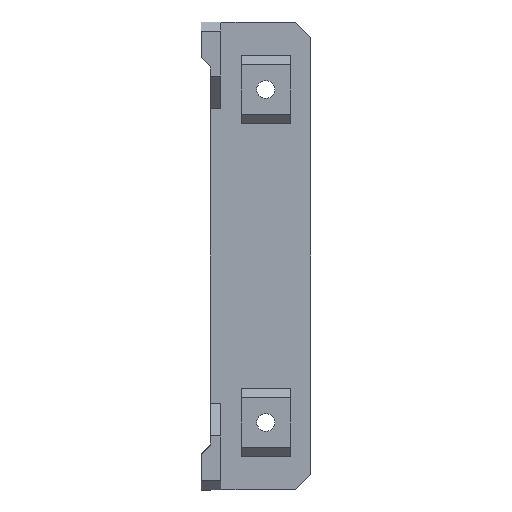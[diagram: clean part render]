
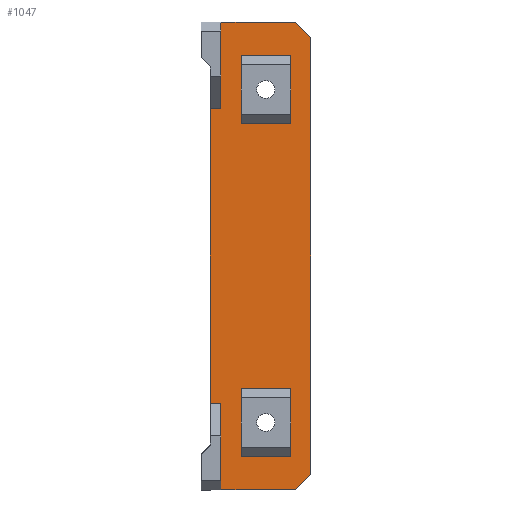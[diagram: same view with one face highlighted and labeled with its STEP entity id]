
A CAD part, left-side view. The second image highlights one B-rep face of the part: STEP entity #1047.
In plain terms, the highlighted planar face has unit normal (-1, 0, 0).
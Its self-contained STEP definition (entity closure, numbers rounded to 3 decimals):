
#25=FACE_BOUND('',#178,.T.);
#26=FACE_BOUND('',#179,.T.);
#61=PLANE('',#1135);
#111=FACE_OUTER_BOUND('',#177,.T.);
#177=EDGE_LOOP('',(#859,#860,#861,#862,#863,#864,#865,#866,#867,#868));
#178=EDGE_LOOP('',(#869,#870,#871,#872));
#179=EDGE_LOOP('',(#873,#874,#875,#876));
#216=LINE('',#1484,#340);
#220=LINE('',#1493,#344);
#224=LINE('',#1502,#348);
#228=LINE('',#1511,#352);
#229=LINE('',#1513,#353);
#231=LINE('',#1516,#355);
#233=LINE('',#1522,#357);
#235=LINE('',#1525,#359);
#253=LINE('',#1565,#377);
#285=LINE('',#1638,#409);
#289=LINE('',#1646,#413);
#290=LINE('',#1648,#414);
#291=LINE('',#1650,#415);
#292=LINE('',#1652,#416);
#293=LINE('',#1653,#417);
#294=LINE('',#1655,#418);
#295=LINE('',#1657,#419);
#296=LINE('',#1658,#420);
#340=VECTOR('',#1212,10.);
#344=VECTOR('',#1218,10.);
#348=VECTOR('',#1224,10.);
#352=VECTOR('',#1230,10.);
#353=VECTOR('',#1233,10.);
#355=VECTOR('',#1237,10.);
#357=VECTOR('',#1245,10.);
#359=VECTOR('',#1249,10.);
#377=VECTOR('',#1275,10.);
#409=VECTOR('',#1339,10.);
#413=VECTOR('',#1345,10.);
#414=VECTOR('',#1346,10.);
#415=VECTOR('',#1347,10.);
#416=VECTOR('',#1348,10.);
#417=VECTOR('',#1349,10.);
#418=VECTOR('',#1350,10.);
#419=VECTOR('',#1351,10.);
#420=VECTOR('',#1352,10.);
#489=VERTEX_POINT('',#1477);
#492=VERTEX_POINT('',#1482);
#493=VERTEX_POINT('',#1486);
#496=VERTEX_POINT('',#1491);
#497=VERTEX_POINT('',#1495);
#500=VERTEX_POINT('',#1500);
#501=VERTEX_POINT('',#1504);
#504=VERTEX_POINT('',#1509);
#522=VERTEX_POINT('',#1562);
#523=VERTEX_POINT('',#1564);
#547=VERTEX_POINT('',#1636);
#548=VERTEX_POINT('',#1637);
#551=VERTEX_POINT('',#1645);
#552=VERTEX_POINT('',#1647);
#553=VERTEX_POINT('',#1649);
#554=VERTEX_POINT('',#1651);
#555=VERTEX_POINT('',#1654);
#556=VERTEX_POINT('',#1656);
#592=EDGE_CURVE('',#492,#489,#216,.T.);
#596=EDGE_CURVE('',#496,#493,#220,.T.);
#600=EDGE_CURVE('',#500,#497,#224,.T.);
#604=EDGE_CURVE('',#504,#501,#228,.T.);
#605=EDGE_CURVE('',#496,#489,#229,.T.);
#607=EDGE_CURVE('',#492,#493,#231,.T.);
#610=EDGE_CURVE('',#500,#501,#233,.T.);
#612=EDGE_CURVE('',#504,#497,#235,.T.);
#631=EDGE_CURVE('',#523,#522,#253,.T.);
#667=EDGE_CURVE('',#547,#548,#285,.T.);
#671=EDGE_CURVE('',#547,#551,#289,.T.);
#672=EDGE_CURVE('',#552,#551,#290,.T.);
#673=EDGE_CURVE('',#552,#553,#291,.T.);
#674=EDGE_CURVE('',#553,#554,#292,.T.);
#675=EDGE_CURVE('',#523,#554,#293,.T.);
#676=EDGE_CURVE('',#555,#522,#294,.T.);
#677=EDGE_CURVE('',#555,#556,#295,.T.);
#678=EDGE_CURVE('',#556,#548,#296,.T.);
#859=ORIENTED_EDGE('',*,*,#667,.F.);
#860=ORIENTED_EDGE('',*,*,#671,.T.);
#861=ORIENTED_EDGE('',*,*,#672,.F.);
#862=ORIENTED_EDGE('',*,*,#673,.T.);
#863=ORIENTED_EDGE('',*,*,#674,.T.);
#864=ORIENTED_EDGE('',*,*,#675,.F.);
#865=ORIENTED_EDGE('',*,*,#631,.T.);
#866=ORIENTED_EDGE('',*,*,#676,.F.);
#867=ORIENTED_EDGE('',*,*,#677,.T.);
#868=ORIENTED_EDGE('',*,*,#678,.T.);
#869=ORIENTED_EDGE('',*,*,#607,.T.);
#870=ORIENTED_EDGE('',*,*,#596,.F.);
#871=ORIENTED_EDGE('',*,*,#605,.T.);
#872=ORIENTED_EDGE('',*,*,#592,.F.);
#873=ORIENTED_EDGE('',*,*,#610,.T.);
#874=ORIENTED_EDGE('',*,*,#604,.F.);
#875=ORIENTED_EDGE('',*,*,#612,.T.);
#876=ORIENTED_EDGE('',*,*,#600,.F.);
#1047=ADVANCED_FACE('',(#111,#25,#26),#61,.T.);
#1135=AXIS2_PLACEMENT_3D('',#1644,#1343,#1344);
#1212=DIRECTION('',(0.,1.,0.));
#1218=DIRECTION('',(0.,-1.,0.));
#1224=DIRECTION('',(0.,1.,0.));
#1230=DIRECTION('',(0.,-1.,0.));
#1233=DIRECTION('',(0.,0.,1.));
#1237=DIRECTION('',(0.,0.,-1.));
#1245=DIRECTION('',(0.,0.,-1.));
#1249=DIRECTION('',(0.,0.,1.));
#1275=DIRECTION('',(0.,0.,-1.));
#1339=DIRECTION('',(0.,0.707,-0.707));
#1343=DIRECTION('center_axis',(-1.,0.,0.));
#1344=DIRECTION('ref_axis',(0.,-1.,0.));
#1345=DIRECTION('',(0.,0.,1.));
#1346=DIRECTION('',(0.,-0.707,-0.707));
#1347=DIRECTION('',(0.,1.,0.));
#1348=DIRECTION('',(0.,0.,-1.));
#1349=DIRECTION('',(0.,-1.,0.));
#1350=DIRECTION('',(0.,1.,0.));
#1351=DIRECTION('',(0.,0.,-1.));
#1352=DIRECTION('',(0.,-1.,0.));
#1477=CARTESIAN_POINT('',(-17.024,-4.463,44.5));
#1482=CARTESIAN_POINT('',(-17.024,-15.463,44.5));
#1484=CARTESIAN_POINT('',(-17.024,-12.122,44.5));
#1486=CARTESIAN_POINT('',(-17.024,-15.463,29.5));
#1491=CARTESIAN_POINT('',(-17.024,-4.463,29.5));
#1493=CARTESIAN_POINT('',(-17.024,-6.622,29.5));
#1495=CARTESIAN_POINT('',(-17.024,-4.463,-29.5));
#1500=CARTESIAN_POINT('',(-17.024,-15.463,-29.5));
#1502=CARTESIAN_POINT('',(-17.024,-12.122,-29.5));
#1504=CARTESIAN_POINT('',(-17.024,-15.463,-44.5));
#1509=CARTESIAN_POINT('',(-17.024,-4.463,-44.5));
#1511=CARTESIAN_POINT('',(-17.024,-6.622,-44.5));
#1513=CARTESIAN_POINT('',(-17.024,-4.463,21.25));
#1516=CARTESIAN_POINT('',(-17.024,-15.463,15.75));
#1522=CARTESIAN_POINT('',(-17.024,-15.463,-21.25));
#1525=CARTESIAN_POINT('',(-17.024,-4.463,-15.75));
#1562=CARTESIAN_POINT('',(-17.024,2.4,-32.7));
#1564=CARTESIAN_POINT('',(-17.024,2.4,32.7));
#1565=CARTESIAN_POINT('',(-17.024,2.4,-52.));
#1636=CARTESIAN_POINT('',(-17.024,-19.963,-48.5));
#1637=CARTESIAN_POINT('',(-17.024,-16.463,-52.));
#1638=CARTESIAN_POINT('',(-17.024,-28.418,-40.045));
#1644=CARTESIAN_POINT('Origin',(-17.024,-8.781,0.));
#1645=CARTESIAN_POINT('',(-17.024,-19.963,48.5));
#1646=CARTESIAN_POINT('',(-17.024,-19.963,52.));
#1647=CARTESIAN_POINT('',(-17.024,-16.463,52.));
#1648=CARTESIAN_POINT('',(-17.024,-28.418,40.045));
#1649=CARTESIAN_POINT('',(-17.024,0.,52.));
#1650=CARTESIAN_POINT('',(-17.024,0.,52.));
#1651=CARTESIAN_POINT('',(-17.024,0.,32.7));
#1652=CARTESIAN_POINT('',(-17.024,0.,20.));
#1653=CARTESIAN_POINT('',(-17.024,-3.191,32.7));
#1654=CARTESIAN_POINT('',(-17.024,0.,-32.7));
#1655=CARTESIAN_POINT('',(-17.024,-4.391,-32.7));
#1656=CARTESIAN_POINT('',(-17.024,0.,-52.));
#1657=CARTESIAN_POINT('',(-17.024,0.,-26.));
#1658=CARTESIAN_POINT('',(-17.024,0.,-52.));
